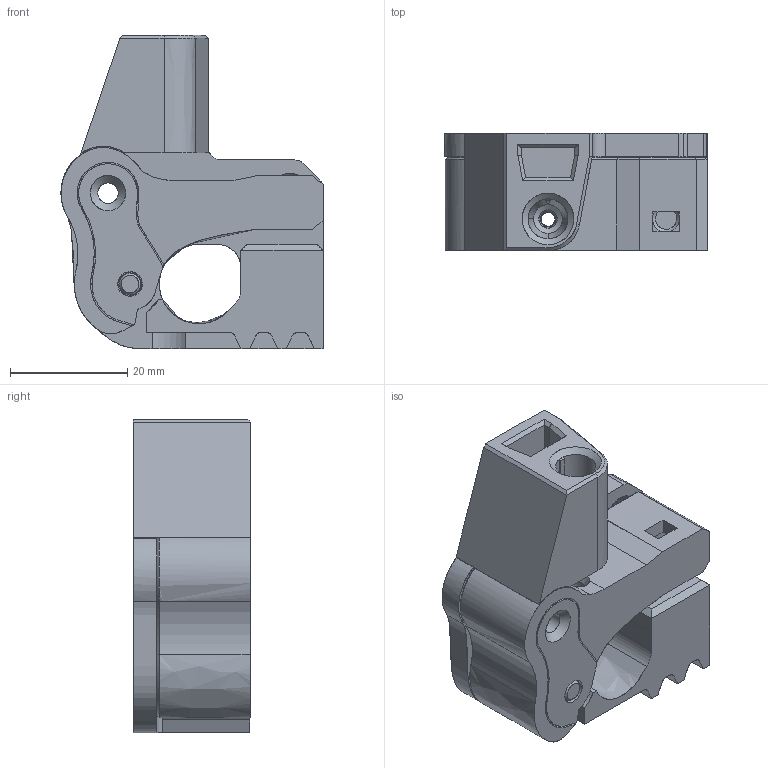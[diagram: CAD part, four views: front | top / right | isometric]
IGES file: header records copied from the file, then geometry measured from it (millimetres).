
Global section: file name: 99HAdjustable Drive Block Upgrade for Replicator 2X v01.igs; preprocessor: Trout Lake IGES 012 Jul 15 2015; date: 150910.123010; units: millimetre
Bounding box: 44.67 x 19.99 x 53.38 mm (x, y, z)
Surface area: 13004.2 mm2 (no closed solid volume)
Topology: 0 solids, 0 shells, 269 faces, 2064 edges, 2039 vertices
Faces by surface type: bspline 269
